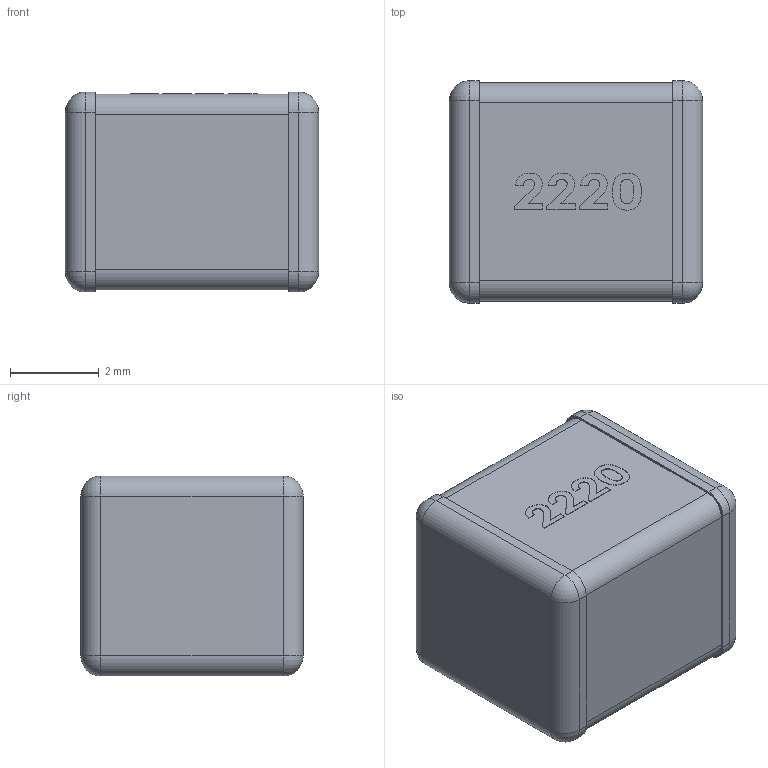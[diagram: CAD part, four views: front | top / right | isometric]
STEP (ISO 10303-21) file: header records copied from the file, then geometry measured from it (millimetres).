
FILE_DESCRIPTION(('HOOPS Exchange Step'),'2;1');
FILE_NAME('C2220Y2000225KXTWS2.stp','2023-09-14T14:01:12-07:00',('RBI'),('None'),'HOOPS Exchange 2022.2','SOLIDWORKS MBD','None');
FILE_SCHEMA( ('AP242_MANAGED_MODEL_BASED_3D_ENGINEERING_MIM_LF {1 0 10303 442 1 1 4 }') );
Length unit declared in the file: inch
Products named in the file (1): Default
Bounding box: 5.7 x 5 x 4.5 mm (x, y, z)
Volume: 121.9 mm3; surface area: 227.4 mm2
Topology: 3 solids, 3 shells, 100 faces, 251 edges, 154 vertices
Faces by surface type: plane 44, bspline 28, cylinder 20, sphere 8
Entity records: 4822 total; most frequent: CARTESIAN_POINT 2386, ORIENTED_EDGE 486, DIRECTION 379, EDGE_CURVE 243, VERTEX_POINT 154, VECTOR 147, LINE 147, AXIS2_PLACEMENT_3D 116
